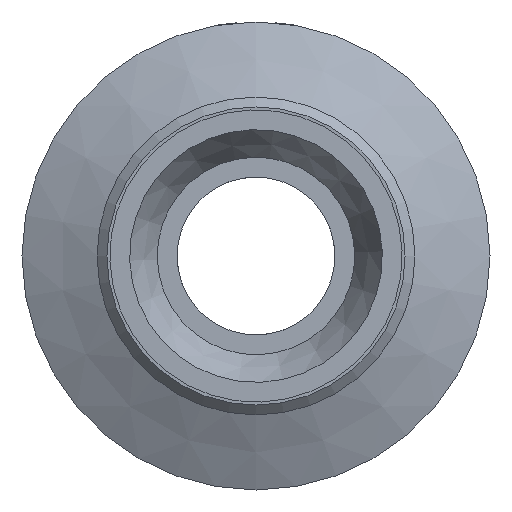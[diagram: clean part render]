
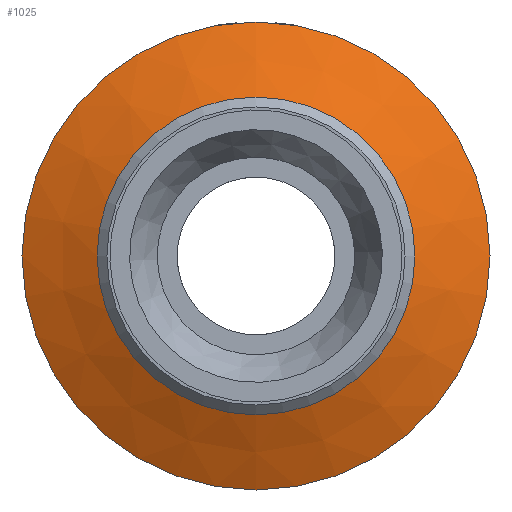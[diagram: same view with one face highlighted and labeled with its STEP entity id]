
A CAD part, front view. The second image highlights one B-rep face of the part: STEP entity #1025.
In plain terms, the highlighted conical face has half-angle 65 degrees and reference radius 11.85 mm.
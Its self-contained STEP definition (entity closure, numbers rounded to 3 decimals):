
#75=CONICAL_SURFACE('',#1181,11.85,1.134);
#109=FACE_OUTER_BOUND('',#171,.T.);
#171=EDGE_LOOP('',(#851,#852,#853,#854,#855,#856));
#225=LINE('',#1771,#277);
#277=VECTOR('',#1468,11.85);
#381=CIRCLE('',#1179,8.05);
#382=CIRCLE('',#1180,8.05);
#383=CIRCLE('',#1182,11.85);
#384=CIRCLE('',#1183,11.85);
#472=VERTEX_POINT('',#1762);
#473=VERTEX_POINT('',#1764);
#474=VERTEX_POINT('',#1768);
#475=VERTEX_POINT('',#1769);
#610=EDGE_CURVE('',#472,#473,#381,.T.);
#611=EDGE_CURVE('',#473,#472,#382,.T.);
#612=EDGE_CURVE('',#474,#475,#383,.T.);
#613=EDGE_CURVE('',#475,#473,#225,.T.);
#614=EDGE_CURVE('',#475,#474,#384,.T.);
#851=ORIENTED_EDGE('',*,*,#612,.T.);
#852=ORIENTED_EDGE('',*,*,#613,.T.);
#853=ORIENTED_EDGE('',*,*,#610,.F.);
#854=ORIENTED_EDGE('',*,*,#611,.F.);
#855=ORIENTED_EDGE('',*,*,#613,.F.);
#856=ORIENTED_EDGE('',*,*,#614,.T.);
#1025=ADVANCED_FACE('',(#109),#75,.T.);
#1179=AXIS2_PLACEMENT_3D('',#1765,#1460,#1461);
#1180=AXIS2_PLACEMENT_3D('',#1766,#1462,#1463);
#1181=AXIS2_PLACEMENT_3D('',#1767,#1464,#1465);
#1182=AXIS2_PLACEMENT_3D('',#1770,#1466,#1467);
#1183=AXIS2_PLACEMENT_3D('',#1772,#1469,#1470);
#1460=DIRECTION('center_axis',(0.,-1.,0.));
#1461=DIRECTION('ref_axis',(0.,0.,-1.));
#1462=DIRECTION('center_axis',(0.,-1.,0.));
#1463=DIRECTION('ref_axis',(0.,0.,-1.));
#1464=DIRECTION('center_axis',(0.,1.,0.));
#1465=DIRECTION('ref_axis',(0.,0.,1.));
#1466=DIRECTION('center_axis',(0.,-1.,0.));
#1467=DIRECTION('ref_axis',(0.,0.,-1.));
#1468=DIRECTION('',(0.,-0.423,0.906));
#1469=DIRECTION('center_axis',(0.,-1.,0.));
#1470=DIRECTION('ref_axis',(0.,0.,-1.));
#1762=CARTESIAN_POINT('',(-2.768,-15.165,44.048));
#1764=CARTESIAN_POINT('',(-2.768,-15.165,27.948));
#1765=CARTESIAN_POINT('Origin',(-2.768,-15.165,35.998));
#1766=CARTESIAN_POINT('Origin',(-2.768,-15.165,35.998));
#1767=CARTESIAN_POINT('Origin',(-2.768,-13.393,35.998));
#1768=CARTESIAN_POINT('',(-2.768,-13.393,47.848));
#1769=CARTESIAN_POINT('',(-2.768,-13.393,24.148));
#1770=CARTESIAN_POINT('Origin',(-2.768,-13.393,35.998));
#1771=CARTESIAN_POINT('',(-2.768,-13.393,24.148));
#1772=CARTESIAN_POINT('Origin',(-2.768,-13.393,35.998));
